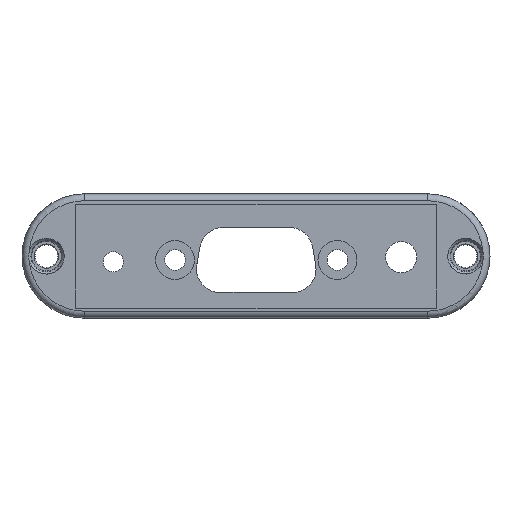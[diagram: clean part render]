
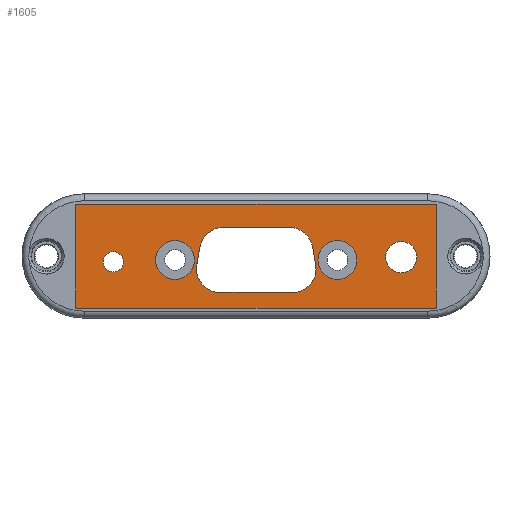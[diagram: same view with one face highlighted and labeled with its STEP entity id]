
A CAD part, top view. The second image highlights one B-rep face of the part: STEP entity #1605.
In plain terms, the highlighted planar face has unit normal (0, 0, 1).
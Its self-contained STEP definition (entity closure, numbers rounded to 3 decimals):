
#68=FACE_BOUND('',#295,.T.);
#69=FACE_BOUND('',#296,.T.);
#70=FACE_BOUND('',#297,.T.);
#71=FACE_BOUND('',#298,.T.);
#72=FACE_BOUND('',#299,.T.);
#106=PLANE('',#1814);
#190=FACE_OUTER_BOUND('',#294,.T.);
#294=EDGE_LOOP('',(#1416,#1417,#1418,#1419));
#295=EDGE_LOOP('',(#1420));
#296=EDGE_LOOP('',(#1421));
#297=EDGE_LOOP('',(#1422));
#298=EDGE_LOOP('',(#1423,#1424,#1425,#1426,#1427,#1428,#1429,#1430));
#299=EDGE_LOOP('',(#1431));
#321=LINE('',#2400,#439);
#325=LINE('',#2412,#443);
#329=LINE('',#2424,#447);
#333=LINE('',#2436,#451);
#416=LINE('',#2846,#534);
#419=LINE('',#2851,#537);
#421=LINE('',#2855,#539);
#423=LINE('',#2858,#541);
#439=VECTOR('',#1879,10.);
#443=VECTOR('',#1891,10.);
#447=VECTOR('',#1903,10.);
#451=VECTOR('',#1915,10.);
#534=VECTOR('',#2298,15.983);
#537=VECTOR('',#2303,55.513);
#539=VECTOR('',#2307,15.983);
#541=VECTOR('',#2311,55.513);
#550=CIRCLE('',#1632,3.);
#553=CIRCLE('',#1637,3.);
#558=CIRCLE('',#1646,2.4);
#561=CIRCLE('',#1651,3.6);
#563=CIRCLE('',#1655,3.6);
#565=CIRCLE('',#1659,3.6);
#567=CIRCLE('',#1663,3.6);
#568=CIRCLE('',#1665,1.55);
#661=VERTEX_POINT('',#2362);
#664=VERTEX_POINT('',#2371);
#669=VERTEX_POINT('',#2388);
#673=VERTEX_POINT('',#2397);
#674=VERTEX_POINT('',#2399);
#676=VERTEX_POINT('',#2405);
#678=VERTEX_POINT('',#2411);
#680=VERTEX_POINT('',#2417);
#682=VERTEX_POINT('',#2423);
#684=VERTEX_POINT('',#2429);
#686=VERTEX_POINT('',#2435);
#687=VERTEX_POINT('',#2442);
#799=VERTEX_POINT('',#2844);
#800=VERTEX_POINT('',#2845);
#801=VERTEX_POINT('',#2850);
#802=VERTEX_POINT('',#2854);
#809=EDGE_CURVE('',#661,#661,#550,.T.);
#813=EDGE_CURVE('',#664,#664,#553,.T.);
#821=EDGE_CURVE('',#669,#669,#558,.T.);
#826=EDGE_CURVE('',#674,#673,#321,.T.);
#829=EDGE_CURVE('',#676,#674,#561,.T.);
#832=EDGE_CURVE('',#678,#676,#325,.T.);
#835=EDGE_CURVE('',#680,#678,#563,.T.);
#838=EDGE_CURVE('',#682,#680,#329,.T.);
#841=EDGE_CURVE('',#684,#682,#565,.T.);
#844=EDGE_CURVE('',#686,#684,#333,.T.);
#847=EDGE_CURVE('',#673,#686,#567,.T.);
#848=EDGE_CURVE('',#687,#687,#568,.T.);
#1017=EDGE_CURVE('',#799,#800,#416,.T.);
#1020=EDGE_CURVE('',#800,#801,#419,.T.);
#1022=EDGE_CURVE('',#801,#802,#421,.T.);
#1024=EDGE_CURVE('',#802,#799,#423,.T.);
#1416=ORIENTED_EDGE('',*,*,#1017,.T.);
#1417=ORIENTED_EDGE('',*,*,#1020,.T.);
#1418=ORIENTED_EDGE('',*,*,#1022,.T.);
#1419=ORIENTED_EDGE('',*,*,#1024,.T.);
#1420=ORIENTED_EDGE('',*,*,#809,.T.);
#1421=ORIENTED_EDGE('',*,*,#813,.T.);
#1422=ORIENTED_EDGE('',*,*,#821,.T.);
#1423=ORIENTED_EDGE('',*,*,#826,.T.);
#1424=ORIENTED_EDGE('',*,*,#847,.T.);
#1425=ORIENTED_EDGE('',*,*,#844,.T.);
#1426=ORIENTED_EDGE('',*,*,#841,.T.);
#1427=ORIENTED_EDGE('',*,*,#838,.T.);
#1428=ORIENTED_EDGE('',*,*,#835,.T.);
#1429=ORIENTED_EDGE('',*,*,#832,.T.);
#1430=ORIENTED_EDGE('',*,*,#829,.T.);
#1431=ORIENTED_EDGE('',*,*,#848,.T.);
#1605=ADVANCED_FACE('',(#190,#68,#69,#70,#71,#72),#106,.T.);
#1632=AXIS2_PLACEMENT_3D('',#2363,#1838,#1839);
#1637=AXIS2_PLACEMENT_3D('',#2372,#1849,#1850);
#1646=AXIS2_PLACEMENT_3D('',#2389,#1870,#1871);
#1651=AXIS2_PLACEMENT_3D('',#2406,#1885,#1886);
#1655=AXIS2_PLACEMENT_3D('',#2418,#1897,#1898);
#1659=AXIS2_PLACEMENT_3D('',#2430,#1909,#1910);
#1663=AXIS2_PLACEMENT_3D('',#2440,#1921,#1922);
#1665=AXIS2_PLACEMENT_3D('',#2443,#1925,#1926);
#1814=AXIS2_PLACEMENT_3D('',#2859,#2312,#2313);
#1838=DIRECTION('center_axis',(0.,0.,-1.));
#1839=DIRECTION('ref_axis',(1.,0.,0.));
#1849=DIRECTION('center_axis',(0.,0.,-1.));
#1850=DIRECTION('ref_axis',(1.,0.,0.));
#1870=DIRECTION('center_axis',(0.,0.,-1.));
#1871=DIRECTION('ref_axis',(-1.,0.,0.));
#1879=DIRECTION('',(0.174,0.985,0.));
#1885=DIRECTION('center_axis',(0.,0.,-1.));
#1886=DIRECTION('ref_axis',(-0.985,0.174,0.));
#1891=DIRECTION('',(-1.,0.,0.));
#1897=DIRECTION('center_axis',(0.,0.,-1.));
#1898=DIRECTION('ref_axis',(0.,-1.,0.));
#1903=DIRECTION('',(0.174,-0.985,0.));
#1909=DIRECTION('center_axis',(0.,0.,-1.));
#1910=DIRECTION('ref_axis',(0.985,0.174,0.));
#1915=DIRECTION('',(1.,0.,0.));
#1921=DIRECTION('center_axis',(0.,0.,-1.));
#1922=DIRECTION('ref_axis',(0.,1.,0.));
#1925=DIRECTION('center_axis',(0.,0.,-1.));
#1926=DIRECTION('ref_axis',(-1.,0.,0.));
#2298=DIRECTION('',(0.,-1.,0.));
#2303=DIRECTION('',(1.,0.,0.));
#2307=DIRECTION('',(0.,1.,0.));
#2311=DIRECTION('',(-1.,0.,0.));
#2312=DIRECTION('center_axis',(0.,0.,1.));
#2313=DIRECTION('ref_axis',(1.,0.,0.));
#2362=CARTESIAN_POINT('',(9.535,-0.616,2.5));
#2363=CARTESIAN_POINT('Origin',(12.535,-0.616,2.5));
#2371=CARTESIAN_POINT('',(-15.455,-0.616,2.5));
#2372=CARTESIAN_POINT('Origin',(-12.455,-0.616,2.5));
#2388=CARTESIAN_POINT('',(24.761,-0.182,2.5));
#2389=CARTESIAN_POINT('Origin',(22.361,-0.182,2.5));
#2397=CARTESIAN_POINT('',(-8.617,1.409,2.5));
#2399=CARTESIAN_POINT('',(-9.11,-1.391,2.5));
#2400=CARTESIAN_POINT('',(-8.857,0.046,2.5));
#2405=CARTESIAN_POINT('',(-5.565,-5.616,2.5));
#2406=CARTESIAN_POINT('Origin',(-5.565,-2.016,2.5));
#2411=CARTESIAN_POINT('',(5.645,-5.616,2.5));
#2412=CARTESIAN_POINT('',(2.823,-5.616,2.5));
#2417=CARTESIAN_POINT('',(9.19,-1.391,2.5));
#2418=CARTESIAN_POINT('Origin',(5.645,-2.016,2.5));
#2423=CARTESIAN_POINT('',(8.697,1.409,2.5));
#2424=CARTESIAN_POINT('',(8.689,1.452,2.5));
#2429=CARTESIAN_POINT('',(5.151,4.384,2.5));
#2430=CARTESIAN_POINT('Origin',(5.151,0.784,2.5));
#2435=CARTESIAN_POINT('',(-5.071,4.384,2.5));
#2436=CARTESIAN_POINT('',(-2.536,4.384,2.5));
#2440=CARTESIAN_POINT('Origin',(-5.071,0.784,2.5));
#2442=CARTESIAN_POINT('',(-20.399,-0.908,2.5));
#2443=CARTESIAN_POINT('Origin',(-21.949,-0.908,2.5));
#2844=CARTESIAN_POINT('',(-27.756,7.956,2.5));
#2845=CARTESIAN_POINT('',(-27.756,-8.027,2.5));
#2846=CARTESIAN_POINT('',(-27.756,7.956,2.5));
#2850=CARTESIAN_POINT('',(27.756,-8.027,2.5));
#2851=CARTESIAN_POINT('',(-27.756,-8.027,2.5));
#2854=CARTESIAN_POINT('',(27.756,7.956,2.5));
#2855=CARTESIAN_POINT('',(27.756,-8.027,2.5));
#2858=CARTESIAN_POINT('',(27.756,7.956,2.5));
#2859=CARTESIAN_POINT('Origin',(0.,-0.035,2.5));
